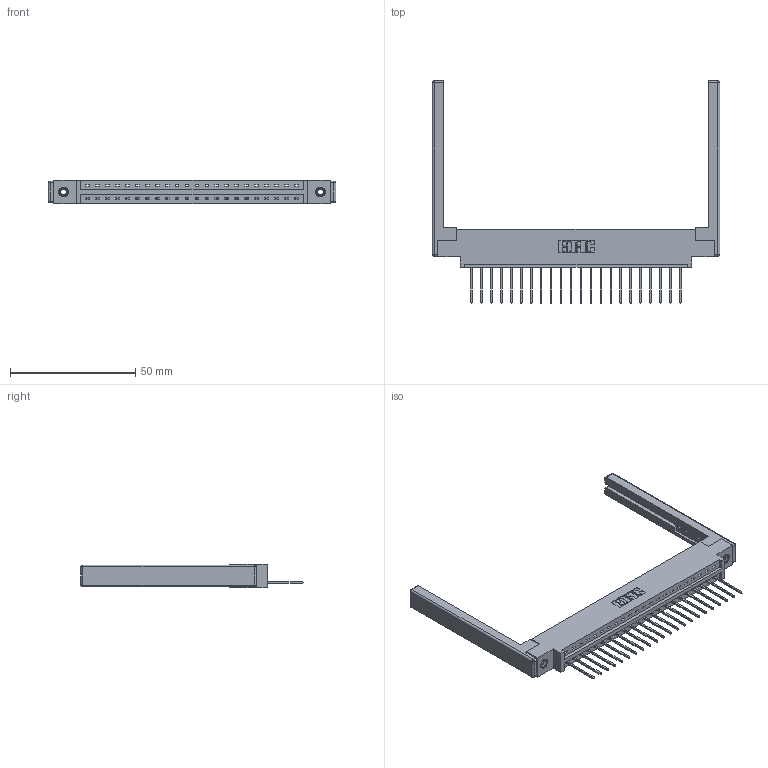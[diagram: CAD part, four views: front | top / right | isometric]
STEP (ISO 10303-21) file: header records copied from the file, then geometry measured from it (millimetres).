
FILE_DESCRIPTION (( 'STEP AP203' ), '1' );
FILE_NAME ('337-022-540-668.STEP', '2019-09-30T13:46:49', ( '' ), ( '' ), 'SwSTEP 2.0', 'SolidWorks 2016', '' );
FILE_SCHEMA (( 'CONFIG_CONTROL_DESIGN' ));
Length unit declared in the file: inch
Products named in the file (5): 307-220-068; 345-292-001_345-293-140; 337 Part_0.170 Offset - 0.156 Dia-TI; 337-022-540-668; 345-250-001_345-250-001-102
Assembly tree (27 placements, depth 2):
  337-022-540-668
    337 Part_0.170 Offset - 0.156 Dia-TI
    345-292-001_345-293-140  x22
    345-250-001_345-250-001-102  x2
    307-220-068  x2
Bounding box: 114.6 x 88.52 x 9.4 mm (x, y, z)
Volume: 15964.5 mm3; surface area: 16258.5 mm2
Topology: 27 solids, 27 shells, 1636 faces, 4849 edges, 3182 vertices
Faces by surface type: plane 1174, cylinder 438, cone 12, sphere 8, torus 4
Entity records: 21850 total; most frequent: CARTESIAN_POINT 3761, ORIENTED_EDGE 3708, DIRECTION 3280, EDGE_CURVE 1854, VECTOR 1676, LINE 1676, VERTEX_POINT 1226, AXIS2_PLACEMENT_3D 802
